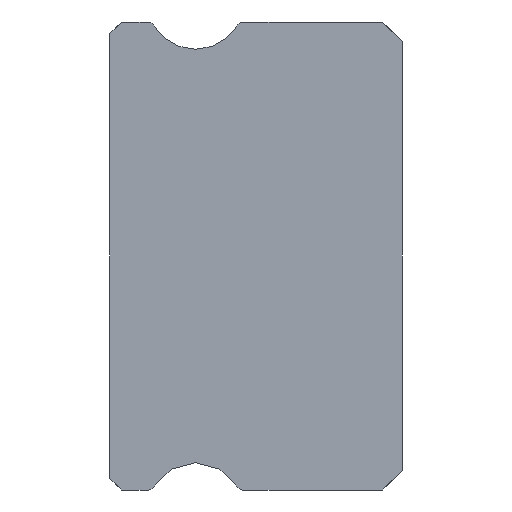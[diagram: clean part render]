
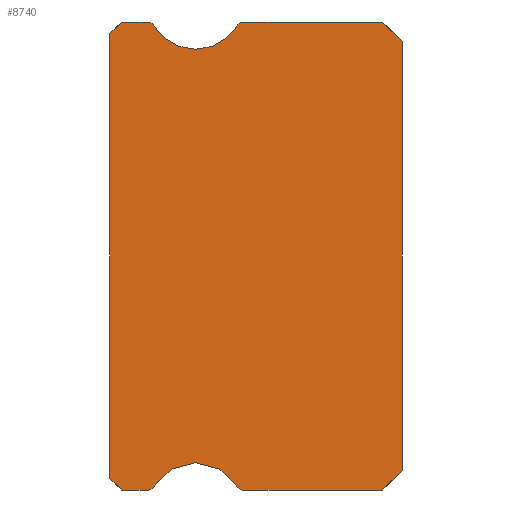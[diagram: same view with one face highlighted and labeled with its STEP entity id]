
A CAD part, left-side view. The second image highlights one B-rep face of the part: STEP entity #8740.
In plain terms, the highlighted planar face has unit normal (-1, 0, 0).
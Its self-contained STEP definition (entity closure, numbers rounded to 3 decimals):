
#25 = ORIENTED_EDGE ( 'NONE', *, *, #9879, .T. ) ;
#117 = DIRECTION ( 'NONE',  ( 1., 0., 0. ) ) ;
#168 = CIRCLE ( 'NONE', #9351, 1.25 ) ;
#252 = DIRECTION ( 'NONE',  ( 1., 0., 0. ) ) ;
#626 = ORIENTED_EDGE ( 'NONE', *, *, #12349, .F. ) ;
#644 = ORIENTED_EDGE ( 'NONE', *, *, #8775, .F. ) ;
#1027 = VERTEX_POINT ( 'NONE', #5381 ) ;
#1179 = VERTEX_POINT ( 'NONE', #2726 ) ;
#1231 = CARTESIAN_POINT ( 'NONE',  ( -15., 7.5, 5.7 ) ) ;
#1375 = AXIS2_PLACEMENT_3D ( 'NONE', #5990, #9788, #8871 ) ;
#1395 = AXIS2_PLACEMENT_3D ( 'NONE', #12177, #117, #11319 ) ;
#1405 = VECTOR ( 'NONE', #9799, 1000. ) ;
#1544 = EDGE_CURVE ( 'NONE', #5219, #12278, #4845, .T. ) ;
#1638 = VECTOR ( 'NONE', #12581, 1000. ) ;
#1721 = CARTESIAN_POINT ( 'NONE',  ( -15., 5.3, 5.3 ) ) ;
#2212 = DIRECTION ( 'NONE',  ( 0., 0.707, -0.707 ) ) ;
#2296 = EDGE_CURVE ( 'NONE', #4281, #3829, #8673, .T. ) ;
#2301 = CARTESIAN_POINT ( 'NONE',  ( -15., 4.088, 6. ) ) ;
#2358 = EDGE_CURVE ( 'NONE', #5219, #10610, #9672, .T. ) ;
#2467 = CARTESIAN_POINT ( 'NONE',  ( -15., 7.5, 5.7 ) ) ;
#2479 = ORIENTED_EDGE ( 'NONE', *, *, #1544, .T. ) ;
#2726 = CARTESIAN_POINT ( 'NONE',  ( -15., 6.383, 5.925 ) ) ;
#2846 = VERTEX_POINT ( 'NONE', #3503 ) ;
#2890 = DIRECTION ( 'NONE',  ( 0., 0., -1. ) ) ;
#3048 = CIRCLE ( 'NONE', #1375, 1.25 ) ;
#3160 = VERTEX_POINT ( 'NONE', #12052 ) ;
#3249 = VECTOR ( 'NONE', #4118, 1000. ) ;
#3261 = CARTESIAN_POINT ( 'NONE',  ( -15., 0., 5.5 ) ) ;
#3277 = CARTESIAN_POINT ( 'NONE',  ( -15., 6.512, 6. ) ) ;
#3343 = EDGE_CURVE ( 'NONE', #7447, #3662, #3048, .T. ) ;
#3405 = VERTEX_POINT ( 'NONE', #10867 ) ;
#3481 = CIRCLE ( 'NONE', #1395, 0.15 ) ;
#3503 = CARTESIAN_POINT ( 'NONE',  ( -15., 7.2, 6. ) ) ;
#3513 = DIRECTION ( 'NONE',  ( 0., 0.707, -0.707 ) ) ;
#3615 = CARTESIAN_POINT ( 'NONE',  ( -15., 7.2, -6. ) ) ;
#3662 = VERTEX_POINT ( 'NONE', #12294 ) ;
#3829 = VERTEX_POINT ( 'NONE', #6071 ) ;
#3907 = VECTOR ( 'NONE', #2212, 1000. ) ;
#3927 = CARTESIAN_POINT ( 'NONE',  ( -15., 7.2, 6. ) ) ;
#3930 = DIRECTION ( 'NONE',  ( 1., 0., 0. ) ) ;
#3980 = CARTESIAN_POINT ( 'NONE',  ( -15., 0., 5.5 ) ) ;
#4031 = DIRECTION ( 'NONE',  ( 0., 0., 1. ) ) ;
#4118 = DIRECTION ( 'NONE',  ( 0., 0., 1. ) ) ;
#4281 = VERTEX_POINT ( 'NONE', #10935 ) ;
#4314 = VERTEX_POINT ( 'NONE', #11118 ) ;
#4346 = CARTESIAN_POINT ( 'NONE',  ( -15., 7.5, -5.7 ) ) ;
#4411 = EDGE_CURVE ( 'NONE', #4753, #4314, #12158, .T. ) ;
#4550 = AXIS2_PLACEMENT_3D ( 'NONE', #6419, #7521, #12738 ) ;
#4704 = ORIENTED_EDGE ( 'NONE', *, *, #2296, .F. ) ;
#4746 = DIRECTION ( 'NONE',  ( 0., 1., 0. ) ) ;
#4753 = VERTEX_POINT ( 'NONE', #6724 ) ;
#4823 = ORIENTED_EDGE ( 'NONE', *, *, #10578, .T. ) ;
#4845 = LINE ( 'NONE', #3615, #5100 ) ;
#4909 = EDGE_CURVE ( 'NONE', #3160, #1179, #10779, .T. ) ;
#4939 = AXIS2_PLACEMENT_3D ( 'NONE', #6974, #3930, #2890 ) ;
#5013 = VERTEX_POINT ( 'NONE', #6520 ) ;
#5069 = CARTESIAN_POINT ( 'NONE',  ( -15., 7.5, 5.85 ) ) ;
#5100 = VECTOR ( 'NONE', #12596, 1000. ) ;
#5128 = EDGE_CURVE ( 'NONE', #5013, #6454, #5811, .T. ) ;
#5219 = VERTEX_POINT ( 'NONE', #4346 ) ;
#5369 = ORIENTED_EDGE ( 'NONE', *, *, #5655, .T. ) ;
#5381 = CARTESIAN_POINT ( 'NONE',  ( -15., 6.512, -6. ) ) ;
#5495 = CARTESIAN_POINT ( 'NONE',  ( -15., 7.2, -6. ) ) ;
#5552 = DIRECTION ( 'NONE',  ( -1., 0., 0. ) ) ;
#5635 = DIRECTION ( 'NONE',  ( 1., 0., 0. ) ) ;
#5655 = EDGE_CURVE ( 'NONE', #3160, #2846, #11612, .T. ) ;
#5783 = CARTESIAN_POINT ( 'NONE',  ( -15., 5.3, 6.55 ) ) ;
#5811 = LINE ( 'NONE', #9855, #1405 ) ;
#5835 = AXIS2_PLACEMENT_3D ( 'NONE', #5783, #5897, #9889 ) ;
#5897 = DIRECTION ( 'NONE',  ( -1., 0., 0. ) ) ;
#5990 = CARTESIAN_POINT ( 'NONE',  ( -15., 5.3, 6.55 ) ) ;
#6045 = CIRCLE ( 'NONE', #5835, 1.25 ) ;
#6071 = CARTESIAN_POINT ( 'NONE',  ( -15., 4.217, -5.925 ) ) ;
#6111 = LINE ( 'NONE', #3980, #7692 ) ;
#6419 = CARTESIAN_POINT ( 'NONE',  ( -15., 4.088, 5.85 ) ) ;
#6454 = VERTEX_POINT ( 'NONE', #3261 ) ;
#6459 = VECTOR ( 'NONE', #11598, 1000. ) ;
#6520 = CARTESIAN_POINT ( 'NONE',  ( -15., 0.5, 6. ) ) ;
#6724 = CARTESIAN_POINT ( 'NONE',  ( -15., 0., -5.5 ) ) ;
#6754 = VECTOR ( 'NONE', #4746, 1000. ) ;
#6864 = CARTESIAN_POINT ( 'NONE',  ( -15., 4.088, -5.85 ) ) ;
#6902 = ORIENTED_EDGE ( 'NONE', *, *, #4411, .F. ) ;
#6974 = CARTESIAN_POINT ( 'NONE',  ( -15., 6.512, 5.85 ) ) ;
#7407 = AXIS2_PLACEMENT_3D ( 'NONE', #6864, #5635, #9816 ) ;
#7447 = VERTEX_POINT ( 'NONE', #1721 ) ;
#7521 = DIRECTION ( 'NONE',  ( 1., 0., 0. ) ) ;
#7614 = EDGE_CURVE ( 'NONE', #12278, #1027, #12112, .T. ) ;
#7692 = VECTOR ( 'NONE', #4031, 1000. ) ;
#7725 = ORIENTED_EDGE ( 'NONE', *, *, #3343, .F. ) ;
#8078 = CIRCLE ( 'NONE', #4550, 0.15 ) ;
#8261 = CARTESIAN_POINT ( 'NONE',  ( -15., 0., -5.5 ) ) ;
#8312 = EDGE_CURVE ( 'NONE', #4314, #4281, #9696, .T. ) ;
#8494 = AXIS2_PLACEMENT_3D ( 'NONE', #10189, #252, #9264 ) ;
#8673 = CIRCLE ( 'NONE', #7407, 0.15 ) ;
#8685 = ORIENTED_EDGE ( 'NONE', *, *, #12811, .F. ) ;
#8740 = ADVANCED_FACE ( 'NONE', ( #11797 ), #11868, .F. ) ;
#8775 = EDGE_CURVE ( 'NONE', #3405, #1027, #3481, .T. ) ;
#8806 = ORIENTED_EDGE ( 'NONE', *, *, #8312, .F. ) ;
#8871 = DIRECTION ( 'NONE',  ( 0., 0., -1. ) ) ;
#9200 = ORIENTED_EDGE ( 'NONE', *, *, #2358, .F. ) ;
#9264 = DIRECTION ( 'NONE',  ( 0., 0., -1. ) ) ;
#9351 = AXIS2_PLACEMENT_3D ( 'NONE', #11538, #5552, #10572 ) ;
#9410 = ORIENTED_EDGE ( 'NONE', *, *, #4909, .F. ) ;
#9570 = CARTESIAN_POINT ( 'NONE',  ( -15., 6.512, -6. ) ) ;
#9672 = LINE ( 'NONE', #5069, #3249 ) ;
#9696 = LINE ( 'NONE', #9891, #6754 ) ;
#9788 = DIRECTION ( 'NONE',  ( -1., 0., 0. ) ) ;
#9799 = DIRECTION ( 'NONE',  ( 0., -0.707, -0.707 ) ) ;
#9816 = DIRECTION ( 'NONE',  ( 0., 0., -1. ) ) ;
#9838 = ORIENTED_EDGE ( 'NONE', *, *, #11447, .F. ) ;
#9855 = CARTESIAN_POINT ( 'NONE',  ( -15., 0.5, 6. ) ) ;
#9879 = EDGE_CURVE ( 'NONE', #2846, #10610, #11377, .T. ) ;
#9889 = DIRECTION ( 'NONE',  ( 0., 0., -1. ) ) ;
#9891 = CARTESIAN_POINT ( 'NONE',  ( -15., 6.512, -6. ) ) ;
#10047 = ORIENTED_EDGE ( 'NONE', *, *, #5128, .F. ) ;
#10189 = CARTESIAN_POINT ( 'NONE',  ( -15., 6.512, 5.85 ) ) ;
#10209 = ORIENTED_EDGE ( 'NONE', *, *, #11934, .F. ) ;
#10330 = VECTOR ( 'NONE', #3513, 1000. ) ;
#10572 = DIRECTION ( 'NONE',  ( 0., 0., -1. ) ) ;
#10578 = EDGE_CURVE ( 'NONE', #4753, #6454, #6111, .T. ) ;
#10606 = DIRECTION ( 'NONE',  ( 0., -1., 0. ) ) ;
#10610 = VERTEX_POINT ( 'NONE', #1231 ) ;
#10689 = EDGE_LOOP ( 'NONE', ( #25, #9200, #2479, #11484, #644, #8685, #4704, #8806, #6902, #4823, #10047, #9838, #626, #7725, #10209, #9410, #5369 ) ) ;
#10779 = CIRCLE ( 'NONE', #8494, 0.15 ) ;
#10867 = CARTESIAN_POINT ( 'NONE',  ( -15., 6.383, -5.925 ) ) ;
#10918 = VECTOR ( 'NONE', #10606, 1000. ) ;
#10935 = CARTESIAN_POINT ( 'NONE',  ( -15., 4.088, -6. ) ) ;
#11118 = CARTESIAN_POINT ( 'NONE',  ( -15., 0.5, -6. ) ) ;
#11319 = DIRECTION ( 'NONE',  ( 0., 0., -1. ) ) ;
#11377 = LINE ( 'NONE', #2467, #10330 ) ;
#11447 = EDGE_CURVE ( 'NONE', #11460, #5013, #12187, .T. ) ;
#11460 = VERTEX_POINT ( 'NONE', #2301 ) ;
#11484 = ORIENTED_EDGE ( 'NONE', *, *, #7614, .T. ) ;
#11538 = CARTESIAN_POINT ( 'NONE',  ( -15., 5.3, -6.55 ) ) ;
#11598 = DIRECTION ( 'NONE',  ( 0., -1., 0. ) ) ;
#11612 = LINE ( 'NONE', #3927, #1638 ) ;
#11797 = FACE_OUTER_BOUND ( 'NONE', #10689, .T. ) ;
#11868 = PLANE ( 'NONE',  #4939 ) ;
#11934 = EDGE_CURVE ( 'NONE', #1179, #7447, #6045, .T. ) ;
#12052 = CARTESIAN_POINT ( 'NONE',  ( -15., 6.512, 6. ) ) ;
#12112 = LINE ( 'NONE', #9570, #10918 ) ;
#12158 = LINE ( 'NONE', #8261, #3907 ) ;
#12177 = CARTESIAN_POINT ( 'NONE',  ( -15., 6.512, -5.85 ) ) ;
#12187 = LINE ( 'NONE', #3277, #6459 ) ;
#12278 = VERTEX_POINT ( 'NONE', #5495 ) ;
#12294 = CARTESIAN_POINT ( 'NONE',  ( -15., 4.217, 5.925 ) ) ;
#12349 = EDGE_CURVE ( 'NONE', #3662, #11460, #8078, .T. ) ;
#12581 = DIRECTION ( 'NONE',  ( 0., 1., 0. ) ) ;
#12596 = DIRECTION ( 'NONE',  ( 0., -0.707, -0.707 ) ) ;
#12738 = DIRECTION ( 'NONE',  ( 0., 0., -1. ) ) ;
#12811 = EDGE_CURVE ( 'NONE', #3829, #3405, #168, .T. ) ;
